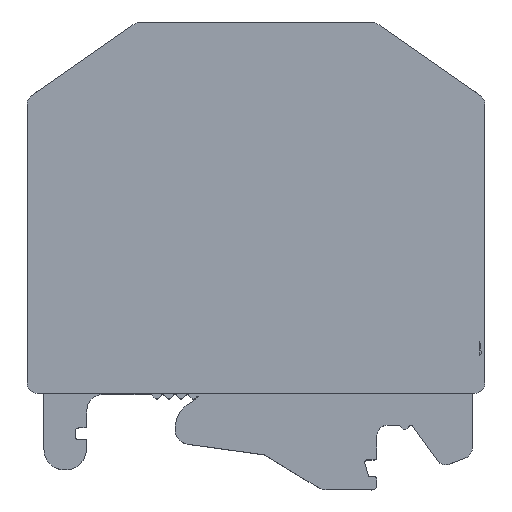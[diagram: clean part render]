
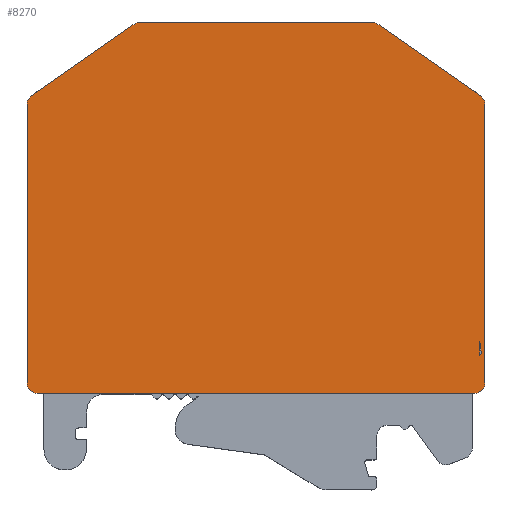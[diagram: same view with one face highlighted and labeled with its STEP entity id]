
A CAD part, top view. The second image highlights one B-rep face of the part: STEP entity #8270.
In plain terms, the highlighted planar face has unit normal (0, 0, 1).
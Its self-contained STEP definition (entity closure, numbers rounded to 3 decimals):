
#27 = LINE ( 'NONE', #436, #458 ) ;
#121 = CARTESIAN_POINT ( 'NONE',  ( -92.587, 5.53, 28.278 ) ) ;
#148 = FACE_BOUND ( 'NONE', #8772, .T. ) ;
#202 = DIRECTION ( 'NONE',  ( -0.13, 0.991, 0. ) ) ;
#204 = ORIENTED_EDGE ( 'NONE', *, *, #6650, .F. ) ;
#269 = CIRCLE ( 'NONE', #6398, 1. ) ;
#404 = CARTESIAN_POINT ( 'NONE',  ( -48.253, 8.537, 28.278 ) ) ;
#424 = DIRECTION ( 'NONE',  ( 0., 0., -1. ) ) ;
#436 = CARTESIAN_POINT ( 'NONE',  ( -48.777, 12.526, 28.278 ) ) ;
#458 = VECTOR ( 'NONE', #202, 1000. ) ;
#460 = CARTESIAN_POINT ( 'NONE',  ( -48.887, 4.53, 28.278 ) ) ;
#559 = DIRECTION ( 'NONE',  ( -1., 0., 0. ) ) ;
#604 = CARTESIAN_POINT ( 'NONE',  ( -91.587, 32.742, 28.278 ) ) ;
#738 = VECTOR ( 'NONE', #6393, 1000. ) ;
#749 = EDGE_CURVE ( 'NONE', #7778, #3182, #4210, .T. ) ;
#769 = DIRECTION ( 'NONE',  ( 0., 0., -1. ) ) ;
#778 = EDGE_CURVE ( 'NONE', #6772, #8159, #27, .T. ) ;
#810 = CIRCLE ( 'NONE', #6297, 1. ) ;
#857 = DIRECTION ( 'NONE',  ( -1., 0., 0. ) ) ;
#1012 = VERTEX_POINT ( 'NONE', #4223 ) ;
#1179 = FACE_OUTER_BOUND ( 'NONE', #4341, .T. ) ;
#1340 = CARTESIAN_POINT ( 'NONE',  ( -59.228, 40.762, 28.278 ) ) ;
#1341 = DIRECTION ( 'NONE',  ( -1., 0., 0. ) ) ;
#1485 = CARTESIAN_POINT ( 'NONE',  ( -81.245, 40.762, 28.278 ) ) ;
#1598 = DIRECTION ( 'NONE',  ( -1., 0., 0. ) ) ;
#1620 = VECTOR ( 'NONE', #559, 1000. ) ;
#1649 = ORIENTED_EDGE ( 'NONE', *, *, #778, .F. ) ;
#1709 = CARTESIAN_POINT ( 'NONE',  ( -47.887, 32.742, 28.278 ) ) ;
#1727 = CARTESIAN_POINT ( 'NONE',  ( -92.16, 33.561, 28.278 ) ) ;
#1750 = EDGE_CURVE ( 'NONE', #7793, #1966, #7503, .T. ) ;
#1752 = ORIENTED_EDGE ( 'NONE', *, *, #6938, .F. ) ;
#1783 = DIRECTION ( 'NONE',  ( 0., 0., -1. ) ) ;
#1890 = DIRECTION ( 'NONE',  ( 0., 1., 0. ) ) ;
#1966 = VERTEX_POINT ( 'NONE', #6889 ) ;
#1972 = CARTESIAN_POINT ( 'NONE',  ( -59.228, 40.762, 28.278 ) ) ;
#1977 = VERTEX_POINT ( 'NONE', #9712 ) ;
#2249 = CARTESIAN_POINT ( 'NONE',  ( -48.55, 8.498, 28.278 ) ) ;
#2400 = CIRCLE ( 'NONE', #7368, 1. ) ;
#2406 = DIRECTION ( 'NONE',  ( 1., 0., 0. ) ) ;
#2541 = VECTOR ( 'NONE', #9193, 1000. ) ;
#3141 = LINE ( 'NONE', #1727, #7137 ) ;
#3182 = VERTEX_POINT ( 'NONE', #1485 ) ;
#3372 = VERTEX_POINT ( 'NONE', #1709 ) ;
#3404 = EDGE_CURVE ( 'NONE', #1012, #8694, #810, .T. ) ;
#3779 = DIRECTION ( 'NONE',  ( -1., 0., 0. ) ) ;
#3799 = ORIENTED_EDGE ( 'NONE', *, *, #5631, .F. ) ;
#3833 = DIRECTION ( 'NONE',  ( 0., 0., -1. ) ) ;
#3846 = VERTEX_POINT ( 'NONE', #9670 ) ;
#3890 = CARTESIAN_POINT ( 'NONE',  ( -91.587, 5.53, 28.278 ) ) ;
#4210 = CIRCLE ( 'NONE', #5249, 2. ) ;
#4223 = CARTESIAN_POINT ( 'NONE',  ( -92.587, 32.742, 28.278 ) ) ;
#4247 = EDGE_CURVE ( 'NONE', #9361, #8159, #5143, .T. ) ;
#4271 = DIRECTION ( 'NONE',  ( 1., 0., 0. ) ) ;
#4283 = DIRECTION ( 'NONE',  ( 0.819, 0.574, 0. ) ) ;
#4324 = LINE ( 'NONE', #6840, #738 ) ;
#4341 = EDGE_LOOP ( 'NONE', ( #5617, #7849, #1752, #3799, #8275, #8072, #7854, #8656, #204, #9047, #6252, #5460 ) ) ;
#4368 = CARTESIAN_POINT ( 'NONE',  ( -48.887, 32.742, 28.278 ) ) ;
#4385 = EDGE_CURVE ( 'NONE', #6772, #9361, #5075, .T. ) ;
#4389 = DIRECTION ( 'NONE',  ( 0., 0., -1. ) ) ;
#4445 = DIRECTION ( 'NONE',  ( -1., 0., 0. ) ) ;
#4560 = VECTOR ( 'NONE', #5219, 1000. ) ;
#5016 = CARTESIAN_POINT ( 'NONE',  ( -48.313, 33.561, 28.278 ) ) ;
#5067 = CARTESIAN_POINT ( 'NONE',  ( -91.587, 4.53, 28.278 ) ) ;
#5075 = CIRCLE ( 'NONE', #7527, 0.3 ) ;
#5143 = LINE ( 'NONE', #6042, #2541 ) ;
#5219 = DIRECTION ( 'NONE',  ( 0.819, -0.574, 0. ) ) ;
#5249 = AXIS2_PLACEMENT_3D ( 'NONE', #10076, #424, #1341 ) ;
#5460 = ORIENTED_EDGE ( 'NONE', *, *, #6901, .F. ) ;
#5617 = ORIENTED_EDGE ( 'NONE', *, *, #8327, .F. ) ;
#5631 = EDGE_CURVE ( 'NONE', #3182, #9929, #9203, .T. ) ;
#5740 = CARTESIAN_POINT ( 'NONE',  ( -48.887, 5.53, 28.278 ) ) ;
#5851 = AXIS2_PLACEMENT_3D ( 'NONE', #8424, #9095, #4271 ) ;
#5968 = CARTESIAN_POINT ( 'NONE',  ( -82.392, 40.4, 28.278 ) ) ;
#5995 = LINE ( 'NONE', #121, #9928 ) ;
#6002 = CARTESIAN_POINT ( 'NONE',  ( -47.887, 5.53, 28.278 ) ) ;
#6042 = CARTESIAN_POINT ( 'NONE',  ( -48.387, 5.53, 28.278 ) ) ;
#6132 = CARTESIAN_POINT ( 'NONE',  ( -48.387, 8.247, 28.278 ) ) ;
#6252 = ORIENTED_EDGE ( 'NONE', *, *, #1750, .F. ) ;
#6297 = AXIS2_PLACEMENT_3D ( 'NONE', #604, #769, #857 ) ;
#6393 = DIRECTION ( 'NONE',  ( 0., -1., 0. ) ) ;
#6398 = AXIS2_PLACEMENT_3D ( 'NONE', #4368, #4389, #4445 ) ;
#6409 = EDGE_CURVE ( 'NONE', #3846, #1977, #9857, .T. ) ;
#6461 = CARTESIAN_POINT ( 'NONE',  ( -59.228, 38.762, 28.278 ) ) ;
#6650 = EDGE_CURVE ( 'NONE', #7463, #9087, #2400, .T. ) ;
#6772 = VERTEX_POINT ( 'NONE', #404 ) ;
#6840 = CARTESIAN_POINT ( 'NONE',  ( -47.887, 32.742, 28.278 ) ) ;
#6865 = DIRECTION ( 'NONE',  ( -1., 0., 0. ) ) ;
#6889 = CARTESIAN_POINT ( 'NONE',  ( -48.887, 4.53, 28.278 ) ) ;
#6901 = EDGE_CURVE ( 'NONE', #3372, #7793, #4324, .T. ) ;
#6938 = EDGE_CURVE ( 'NONE', #9929, #3846, #9981, .T. ) ;
#7137 = VECTOR ( 'NONE', #4283, 1000. ) ;
#7368 = AXIS2_PLACEMENT_3D ( 'NONE', #3890, #3833, #3779 ) ;
#7463 = VERTEX_POINT ( 'NONE', #5067 ) ;
#7503 = CIRCLE ( 'NONE', #8349, 1. ) ;
#7527 = AXIS2_PLACEMENT_3D ( 'NONE', #2249, #1783, #1598 ) ;
#7572 = DIRECTION ( 'NONE',  ( 0., 0., -1. ) ) ;
#7651 = VECTOR ( 'NONE', #2406, 1000. ) ;
#7778 = VERTEX_POINT ( 'NONE', #5968 ) ;
#7793 = VERTEX_POINT ( 'NONE', #6002 ) ;
#7836 = ORIENTED_EDGE ( 'NONE', *, *, #4247, .T. ) ;
#7849 = ORIENTED_EDGE ( 'NONE', *, *, #6409, .F. ) ;
#7854 = ORIENTED_EDGE ( 'NONE', *, *, #3404, .F. ) ;
#7999 = EDGE_CURVE ( 'NONE', #1966, #7463, #9043, .T. ) ;
#8072 = ORIENTED_EDGE ( 'NONE', *, *, #10010, .F. ) ;
#8098 = CARTESIAN_POINT ( 'NONE',  ( -48.387, 9.555, 28.278 ) ) ;
#8159 = VERTEX_POINT ( 'NONE', #8098 ) ;
#8221 = PLANE ( 'NONE',  #5851 ) ;
#8270 = ADVANCED_FACE ( 'NONE', ( #148, #1179 ), #8221, .T. ) ;
#8275 = ORIENTED_EDGE ( 'NONE', *, *, #749, .F. ) ;
#8327 = EDGE_CURVE ( 'NONE', #1977, #3372, #269, .T. ) ;
#8349 = AXIS2_PLACEMENT_3D ( 'NONE', #5740, #8504, #8487 ) ;
#8424 = CARTESIAN_POINT ( 'NONE',  ( -91.587, 32.742, 28.278 ) ) ;
#8487 = DIRECTION ( 'NONE',  ( -1., 0., 0. ) ) ;
#8504 = DIRECTION ( 'NONE',  ( 0., 0., -1. ) ) ;
#8587 = AXIS2_PLACEMENT_3D ( 'NONE', #6461, #7572, #6865 ) ;
#8656 = ORIENTED_EDGE ( 'NONE', *, *, #9944, .F. ) ;
#8694 = VERTEX_POINT ( 'NONE', #9097 ) ;
#8772 = EDGE_LOOP ( 'NONE', ( #9113, #7836, #1649 ) ) ;
#9043 = LINE ( 'NONE', #460, #1620 ) ;
#9047 = ORIENTED_EDGE ( 'NONE', *, *, #7999, .F. ) ;
#9087 = VERTEX_POINT ( 'NONE', #9991 ) ;
#9095 = DIRECTION ( 'NONE',  ( 0., 0., 1. ) ) ;
#9097 = CARTESIAN_POINT ( 'NONE',  ( -92.16, 33.561, 28.278 ) ) ;
#9113 = ORIENTED_EDGE ( 'NONE', *, *, #4385, .T. ) ;
#9193 = DIRECTION ( 'NONE',  ( 0., 1., 0. ) ) ;
#9203 = LINE ( 'NONE', #1972, #7651 ) ;
#9361 = VERTEX_POINT ( 'NONE', #6132 ) ;
#9670 = CARTESIAN_POINT ( 'NONE',  ( -58.081, 40.4, 28.278 ) ) ;
#9712 = CARTESIAN_POINT ( 'NONE',  ( -48.313, 33.561, 28.278 ) ) ;
#9857 = LINE ( 'NONE', #5016, #4560 ) ;
#9928 = VECTOR ( 'NONE', #1890, 1000. ) ;
#9929 = VERTEX_POINT ( 'NONE', #1340 ) ;
#9944 = EDGE_CURVE ( 'NONE', #9087, #1012, #5995, .T. ) ;
#9981 = CIRCLE ( 'NONE', #8587, 2. ) ;
#9991 = CARTESIAN_POINT ( 'NONE',  ( -92.587, 5.53, 28.278 ) ) ;
#10010 = EDGE_CURVE ( 'NONE', #8694, #7778, #3141, .T. ) ;
#10076 = CARTESIAN_POINT ( 'NONE',  ( -81.245, 38.762, 28.278 ) ) ;
